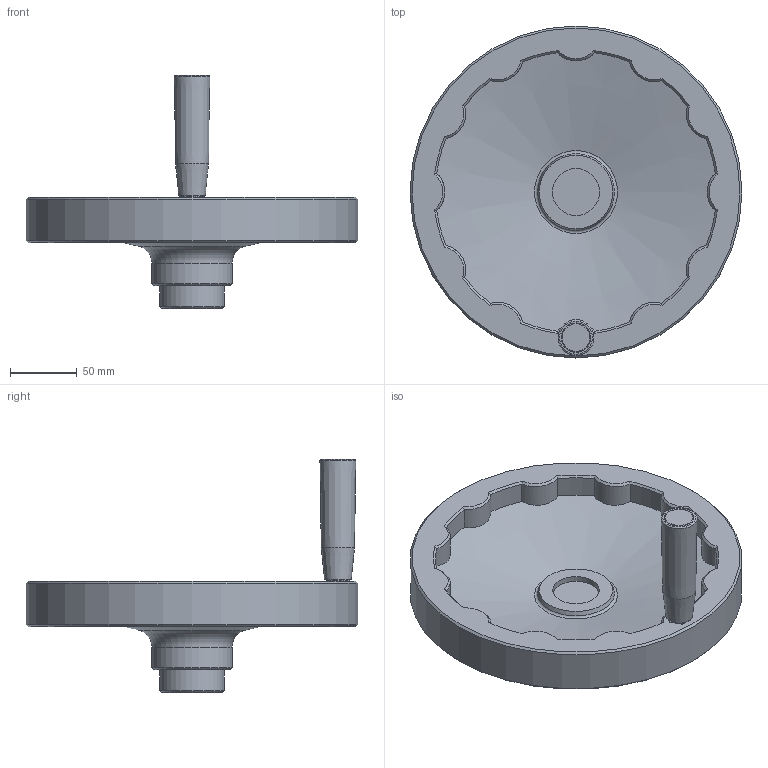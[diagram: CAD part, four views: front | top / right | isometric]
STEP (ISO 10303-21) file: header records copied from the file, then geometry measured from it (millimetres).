
FILE_DESCRIPTION(/* description */ ('AC2F'),/* implementation_level */ '2;1');
FILE_NAME(/* name */ 'Parte11',/* time_stamp */ '2018-11-09T13:14:12+01:00',/* author */ ('Zorzan Davide'),/* organization */ ('Gamm Srl.'),/* preprocessor_version */ 'ST-DEVELOPER v16.7',/* originating_system */ 'DEX',/* authorisation */ $);
FILE_SCHEMA (('CONFIG_CONTROL_DESIGN'));
Length unit declared in the file: millimetre
Products named in the file (1): Parte11
Bounding box: 248 x 248 x 174.1 mm (x, y, z)
Volume: 560161.8 mm3; surface area: 223820.7 mm2
Topology: 2 solids, 8 shells, 454 faces, 1136 edges, 701 vertices
Faces by surface type: plane 193, cylinder 84, cone 75, bspline 74, torus 27, sphere 1
Full cylindrical faces by diameter (mm): 3 x2, 3.5 x1, 4.917 x1, 5 x1, 6 x1, 6.95 x1, 7 x1, 7.1 x2, 10.8 x1, 11 x1, 11.2 x1, 11.35 x1, 11.5 x1, 11.6 x3, 12.035 x1, 12.7 x1, 13 x1, 13.7 x1, 17.8 x1, 21.7 x1, 21.8 x1, 22 x1, 35 x1, 48 x1, 60 x1, 240 x1, 248 x1
Entity records: 17974 total; most frequent: CARTESIAN_POINT 4974, ORIENTED_EDGE 2048, DIRECTION 2023, EDGE_CURVE 1024, AXIS2_PLACEMENT_3D 879, VERTEX_POINT 672, FACE_BOUND 550, EDGE_LOOP 549
